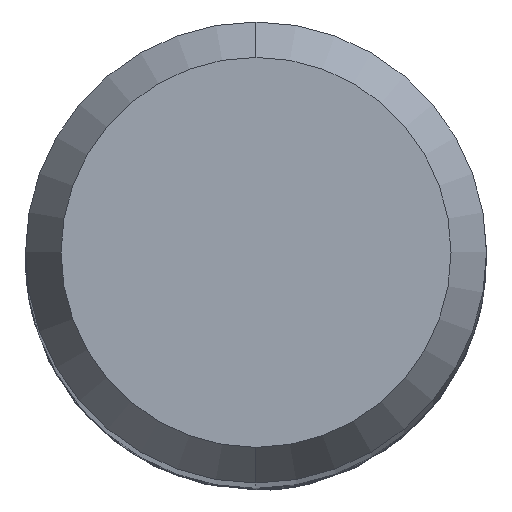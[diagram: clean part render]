
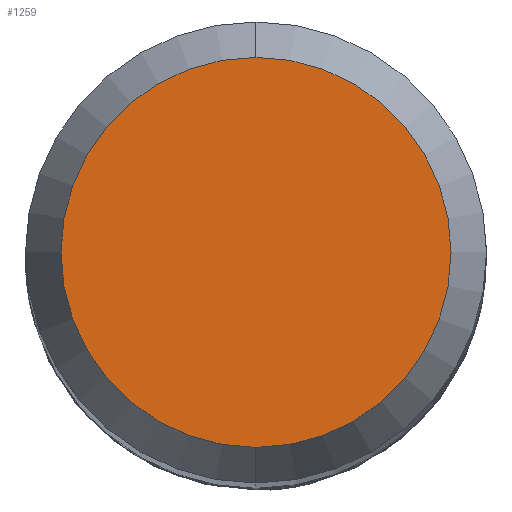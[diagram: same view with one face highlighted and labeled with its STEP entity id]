
A CAD part, top view. The second image highlights one B-rep face of the part: STEP entity #1259.
In plain terms, the highlighted planar face has unit normal (0, 0, 1).
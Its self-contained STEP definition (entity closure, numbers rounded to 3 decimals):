
#705=VERTEX_POINT('',#1896);
#715=EDGE_CURVE('',#705,#755,#1906,.T.);
#755=VERTEX_POINT('',#1949);
#997=EDGE_CURVE('',#755,#705,#2219,.T.);
#1259=ADVANCED_FACE('',(#2507),#2508,.T.);
#1896=CARTESIAN_POINT('',(0.,-2.538,0.0));
#1906=CIRCLE('',#3625,2.538);
#1949=CARTESIAN_POINT('',(0.0,2.538,0.0));
#2219=CIRCLE('',#7137,2.538);
#2507=FACE_OUTER_BOUND('',#10299,.T.);
#2508=PLANE('',#10300);
#3625=AXIS2_PLACEMENT_3D('',#16040,#16041,#16042);
#7137=AXIS2_PLACEMENT_3D('',#16392,#16393,#16394);
#10299=EDGE_LOOP('',(#16689,#16690));
#10300=AXIS2_PLACEMENT_3D('',#16691,#16692,#16693);
#16040=CARTESIAN_POINT('',(0.0,0.0,0.0));
#16041=DIRECTION('',(0.0,0.0,-1.0));
#16042=DIRECTION('',(0.0,1.0,0.0));
#16392=CARTESIAN_POINT('',(0.0,0.0,0.0));
#16393=DIRECTION('',(0.0,0.0,-1.0));
#16394=DIRECTION('',(0.0,1.0,0.0));
#16689=ORIENTED_EDGE('',*,*,#997,.F.);
#16690=ORIENTED_EDGE('',*,*,#715,.F.);
#16691=CARTESIAN_POINT('',(0.0,1.269,0.0));
#16692=DIRECTION('',(-0.0,0.0,1.0));
#16693=DIRECTION('',(0.0,-1.0,0.0));
